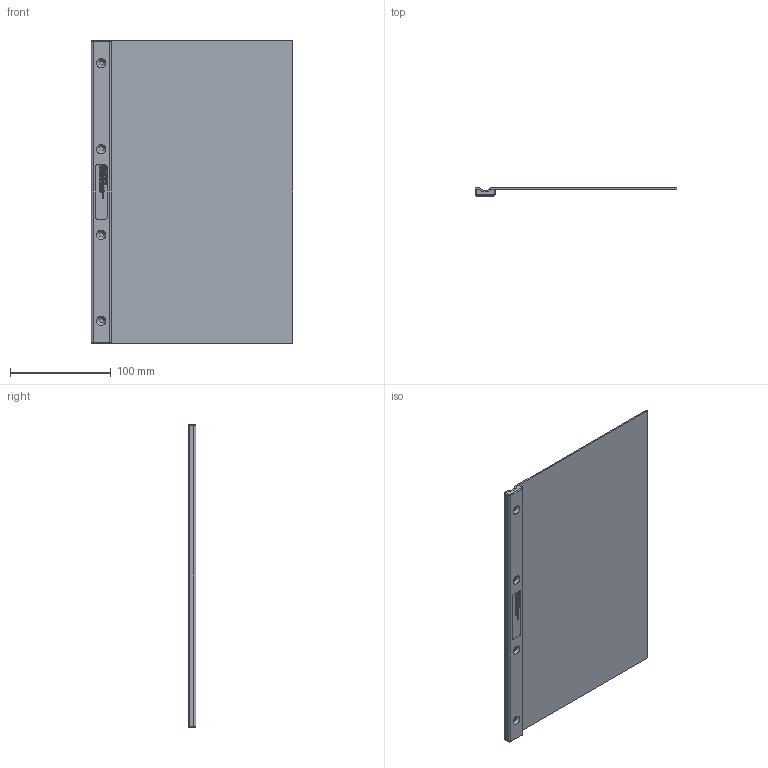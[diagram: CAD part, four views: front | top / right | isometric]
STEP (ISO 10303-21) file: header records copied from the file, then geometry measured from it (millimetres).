
FILE_DESCRIPTION(/* description */ (''),/* implementation_level */ '2;1');
FILE_NAME(/* name */ 'Anschlussflansch_Standardflansch AF3-200_300.stp',/* time_stamp */ '2021-07-23T11:21:15+02:00',/* author */ ('philipp.nunner'),/* organization */ (''),/* preprocessor_version */ 'ST-DEVELOPER v18.1',/* originating_system */ 'Autodesk Inventor 2021',/* authorisation */ '');
FILE_SCHEMA (('AUTOMOTIVE_DESIGN { 1 0 10303 214 3 1 1 }'));
Length unit declared in the file: millimetre
Products named in the file (3): Anschlussflansch_Standardflansch; Anschlussflansch Standard; Bitumenlappen
Assembly tree (2 placements, depth 2):
  Anschlussflansch_Standardflansch
    Anschlussflansch Standard
    Bitumenlappen
Bounding box: 200 x 7.5 x 300 mm (x, y, z)
Volume: 119528.3 mm3; surface area: 138192.9 mm2
Topology: 2 solids, 2 shells, 1169 faces, 3188 edges, 2124 vertices
Faces by surface type: plane 610, bspline 536, cylinder 19, cone 4
Full cylindrical faces by diameter (mm): 4.5 x4
Entity records: 41251 total; most frequent: CARTESIAN_POINT 15177, ORIENTED_EDGE 6376, DIRECTION 3438, EDGE_CURVE 3188, VERTEX_POINT 2124, LINE 2070, VECTOR 2070, EDGE_LOOP 1278
